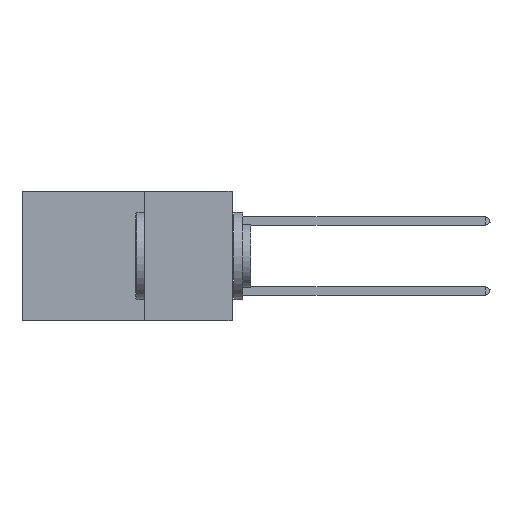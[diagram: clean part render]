
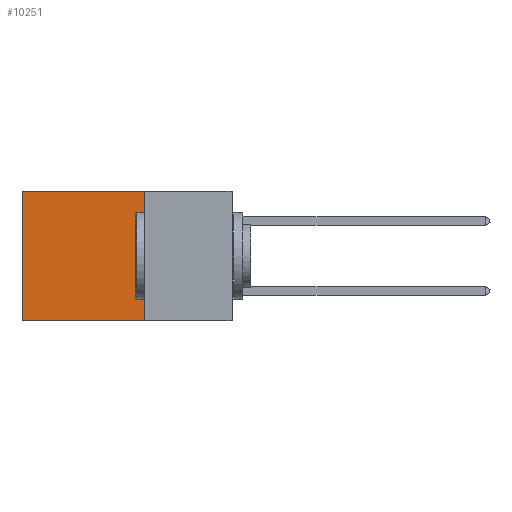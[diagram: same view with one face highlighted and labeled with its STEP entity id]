
A CAD part, left-side view. The second image highlights one B-rep face of the part: STEP entity #10251.
In plain terms, the highlighted planar face has unit normal (-1, 0, 0).
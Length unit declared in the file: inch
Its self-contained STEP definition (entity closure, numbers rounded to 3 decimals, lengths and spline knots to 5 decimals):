
#3034 = CARTESIAN_POINT ( 'NONE',  ( 0.2875, 0.25, -0.37 ) ) ;
#3427 = EDGE_CURVE ( 'NONE', #7610, #24826, #28870, .T. ) ;
#6409 = DIRECTION ( 'NONE',  ( 0., 0., -1. ) ) ;
#6618 = LINE ( 'NONE', #27060, #14982 ) ;
#6671 = LINE ( 'NONE', #31498, #28224 ) ;
#6939 = EDGE_LOOP ( 'NONE', ( #10379, #10958, #12315, #31711 ) ) ;
#7610 = VERTEX_POINT ( 'NONE', #16550 ) ;
#8111 = LINE ( 'NONE', #23529, #32404 ) ;
#9306 = VECTOR ( 'NONE', #31571, 39.37008 ) ;
#10251 = ADVANCED_FACE ( 'NONE', ( #14154 ), #10358, .F. ) ;
#10286 = EDGE_CURVE ( 'NONE', #21713, #27040, #6618, .T. ) ;
#10358 = PLANE ( 'NONE',  #23113 ) ;
#10379 = ORIENTED_EDGE ( 'NONE', *, *, #3427, .T. ) ;
#10523 = CARTESIAN_POINT ( 'NONE',  ( 0.2875, 0.6, 0. ) ) ;
#10958 = ORIENTED_EDGE ( 'NONE', *, *, #31051, .F. ) ;
#12315 = ORIENTED_EDGE ( 'NONE', *, *, #10286, .F. ) ;
#12902 = DIRECTION ( 'NONE',  ( 0., 0., -1. ) ) ;
#14154 = FACE_OUTER_BOUND ( 'NONE', #6939, .T. ) ;
#14768 = CARTESIAN_POINT ( 'NONE',  ( 0.2875, 0.6, -0.37 ) ) ;
#14982 = VECTOR ( 'NONE', #6409, 39.37008 ) ;
#15574 = CARTESIAN_POINT ( 'NONE',  ( 0.2875, 0.25, 0. ) ) ;
#16327 = DIRECTION ( 'NONE',  ( 0., 1., 0. ) ) ;
#16550 = CARTESIAN_POINT ( 'NONE',  ( 0.2875, 0.6, 0. ) ) ;
#21713 = VERTEX_POINT ( 'NONE', #27860 ) ;
#22381 = EDGE_CURVE ( 'NONE', #21713, #7610, #8111, .T. ) ;
#23113 = AXIS2_PLACEMENT_3D ( 'NONE', #15574, #30646, #12902 ) ;
#23529 = CARTESIAN_POINT ( 'NONE',  ( 0.2875, 0.25, 0. ) ) ;
#24826 = VERTEX_POINT ( 'NONE', #14768 ) ;
#27040 = VERTEX_POINT ( 'NONE', #3034 ) ;
#27060 = CARTESIAN_POINT ( 'NONE',  ( 0.2875, 0.25, 0. ) ) ;
#27860 = CARTESIAN_POINT ( 'NONE',  ( 0.2875, 0.25, 0. ) ) ;
#28224 = VECTOR ( 'NONE', #16327, 39.37008 ) ;
#28664 = DIRECTION ( 'NONE',  ( 0., 1., 0. ) ) ;
#28870 = LINE ( 'NONE', #10523, #9306 ) ;
#30646 = DIRECTION ( 'NONE',  ( 1., 0., 0. ) ) ;
#31051 = EDGE_CURVE ( 'NONE', #27040, #24826, #6671, .T. ) ;
#31498 = CARTESIAN_POINT ( 'NONE',  ( 0.2875, 0.25, -0.37 ) ) ;
#31571 = DIRECTION ( 'NONE',  ( 0., 0., -1. ) ) ;
#31711 = ORIENTED_EDGE ( 'NONE', *, *, #22381, .T. ) ;
#32404 = VECTOR ( 'NONE', #28664, 39.37008 ) ;
